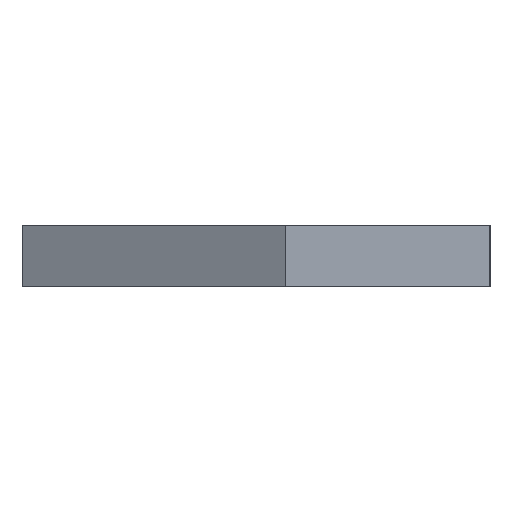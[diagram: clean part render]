
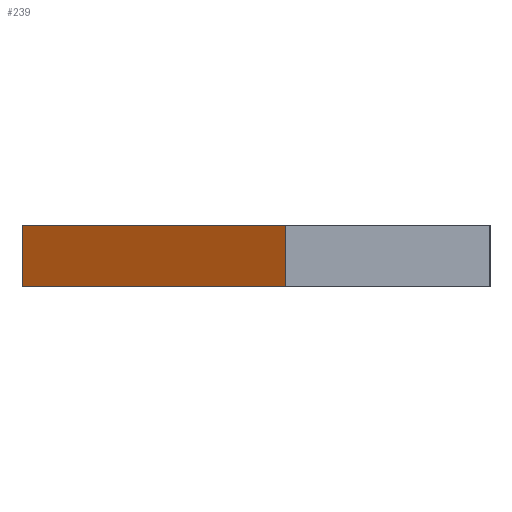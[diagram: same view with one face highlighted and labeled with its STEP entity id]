
A CAD part, left-side view. The second image highlights one B-rep face of the part: STEP entity #239.
In plain terms, the highlighted planar face has unit normal (-0.866, 0.5, 0).
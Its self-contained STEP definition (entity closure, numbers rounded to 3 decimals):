
#16 = ORIENTED_EDGE ( 'NONE', *, *, #514, .T. ) ;
#24 = LINE ( 'NONE', #509, #744 ) ;
#46 = LINE ( 'NONE', #145, #407 ) ;
#64 = PLANE ( 'NONE',  #85 ) ;
#78 = DIRECTION ( 'NONE',  ( 0., 0., -1. ) ) ;
#85 = AXIS2_PLACEMENT_3D ( 'NONE', #568, #150, #143 ) ;
#93 = DIRECTION ( 'NONE',  ( 0., 0., -1. ) ) ;
#131 = LINE ( 'NONE', #315, #699 ) ;
#143 = DIRECTION ( 'NONE',  ( 0.5, 0.866, 0. ) ) ;
#145 = CARTESIAN_POINT ( 'NONE',  ( -82.811, 47.811, 10.5 ) ) ;
#147 = DIRECTION ( 'NONE',  ( -0.5, -0.866, 0. ) ) ;
#150 = DIRECTION ( 'NONE',  ( 0.866, -0.5, 0. ) ) ;
#183 = VERTEX_POINT ( 'NONE', #645 ) ;
#190 = EDGE_CURVE ( 'NONE', #698, #183, #24, .T. ) ;
#239 = ADVANCED_FACE ( 'NONE', ( #916 ), #64, .F. ) ;
#298 = VECTOR ( 'NONE', #93, 1000. ) ;
#315 = CARTESIAN_POINT ( 'NONE',  ( -82.811, 47.811, -10.5 ) ) ;
#390 = ORIENTED_EDGE ( 'NONE', *, *, #807, .F. ) ;
#407 = VECTOR ( 'NONE', #147, 1000. ) ;
#430 = ORIENTED_EDGE ( 'NONE', *, *, #547, .T. ) ;
#451 = CARTESIAN_POINT ( 'NONE',  ( -48.038, 108.038, 10.5 ) ) ;
#509 = CARTESIAN_POINT ( 'NONE',  ( -100., 18.038, 10.5 ) ) ;
#514 = EDGE_CURVE ( 'NONE', #924, #183, #131, .T. ) ;
#532 = DIRECTION ( 'NONE',  ( -0.5, -0.866, 0. ) ) ;
#547 = EDGE_CURVE ( 'NONE', #589, #924, #869, .T. ) ;
#568 = CARTESIAN_POINT ( 'NONE',  ( -82.811, 47.811, 10.5 ) ) ;
#589 = VERTEX_POINT ( 'NONE', #810 ) ;
#645 = CARTESIAN_POINT ( 'NONE',  ( -100., 18.038, -10.5 ) ) ;
#659 = ORIENTED_EDGE ( 'NONE', *, *, #190, .F. ) ;
#684 = EDGE_LOOP ( 'NONE', ( #16, #659, #390, #430 ) ) ;
#685 = CARTESIAN_POINT ( 'NONE',  ( -100., 18.038, 10.5 ) ) ;
#698 = VERTEX_POINT ( 'NONE', #685 ) ;
#699 = VECTOR ( 'NONE', #532, 1000. ) ;
#744 = VECTOR ( 'NONE', #78, 1000. ) ;
#807 = EDGE_CURVE ( 'NONE', #589, #698, #46, .T. ) ;
#810 = CARTESIAN_POINT ( 'NONE',  ( -48.038, 108.038, 10.5 ) ) ;
#869 = LINE ( 'NONE', #451, #298 ) ;
#915 = CARTESIAN_POINT ( 'NONE',  ( -48.038, 108.038, -10.5 ) ) ;
#916 = FACE_OUTER_BOUND ( 'NONE', #684, .T. ) ;
#924 = VERTEX_POINT ( 'NONE', #915 ) ;
